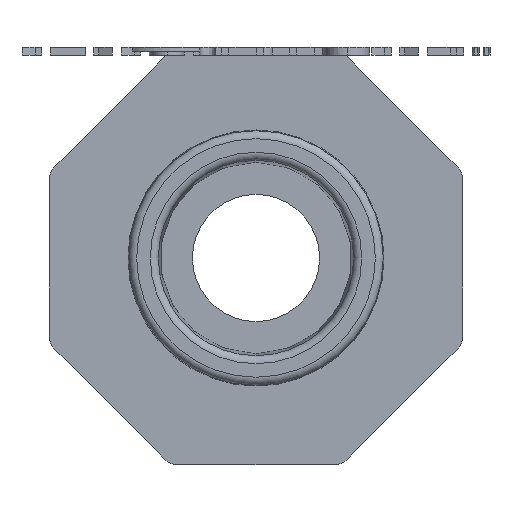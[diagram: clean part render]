
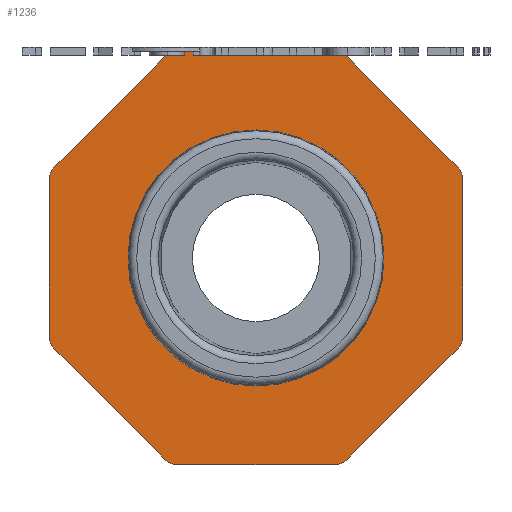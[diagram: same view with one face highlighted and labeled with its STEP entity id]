
A CAD part, front view. The second image highlights one B-rep face of the part: STEP entity #1236.
In plain terms, the highlighted planar face has unit normal (0, -1, 0).
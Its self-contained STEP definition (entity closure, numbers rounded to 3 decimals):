
#208=LINE('',#4796,#381);
#212=LINE('',#4808,#385);
#216=LINE('',#4820,#389);
#220=LINE('',#4832,#393);
#224=LINE('',#4844,#397);
#228=LINE('',#4856,#401);
#232=LINE('',#4868,#405);
#236=LINE('',#4880,#409);
#381=VECTOR('',#3866,1.);
#385=VECTOR('',#3878,1.);
#389=VECTOR('',#3890,1.);
#393=VECTOR('',#3902,1.);
#397=VECTOR('',#3914,1.);
#401=VECTOR('',#3926,1.);
#405=VECTOR('',#3938,1.);
#409=VECTOR('',#3950,1.);
#1063=PLANE('',#3646);
#1236=ADVANCED_FACE('',(#1456,#1457),#1063,.F.);
#1456=FACE_BOUND('',#1525,.T.);
#1457=FACE_BOUND('',#1526,.T.);
#1525=EDGE_LOOP('',(#1816,#1817,#1818,#1819,#1820,#1821,#1822,#1823,#1824,
#1825,#1826,#1827,#1828,#1829,#1830,#1831));
#1526=EDGE_LOOP('',(#1832));
#1816=ORIENTED_EDGE('',*,*,#3035,.T.);
#1817=ORIENTED_EDGE('',*,*,#3038,.T.);
#1818=ORIENTED_EDGE('',*,*,#3041,.T.);
#1819=ORIENTED_EDGE('',*,*,#3044,.T.);
#1820=ORIENTED_EDGE('',*,*,#3047,.T.);
#1821=ORIENTED_EDGE('',*,*,#3050,.T.);
#1822=ORIENTED_EDGE('',*,*,#3053,.T.);
#1823=ORIENTED_EDGE('',*,*,#3056,.T.);
#1824=ORIENTED_EDGE('',*,*,#3059,.T.);
#1825=ORIENTED_EDGE('',*,*,#3062,.T.);
#1826=ORIENTED_EDGE('',*,*,#3065,.T.);
#1827=ORIENTED_EDGE('',*,*,#3068,.T.);
#1828=ORIENTED_EDGE('',*,*,#3071,.T.);
#1829=ORIENTED_EDGE('',*,*,#3074,.T.);
#1830=ORIENTED_EDGE('',*,*,#3077,.T.);
#1831=ORIENTED_EDGE('',*,*,#3079,.T.);
#1832=ORIENTED_EDGE('',*,*,#3080,.F.);
#2704=VERTEX_POINT('',#4790);
#2707=VERTEX_POINT('',#4795);
#2709=VERTEX_POINT('',#4801);
#2711=VERTEX_POINT('',#4807);
#2713=VERTEX_POINT('',#4813);
#2715=VERTEX_POINT('',#4819);
#2717=VERTEX_POINT('',#4825);
#2719=VERTEX_POINT('',#4831);
#2721=VERTEX_POINT('',#4837);
#2723=VERTEX_POINT('',#4843);
#2725=VERTEX_POINT('',#4849);
#2727=VERTEX_POINT('',#4855);
#2729=VERTEX_POINT('',#4861);
#2731=VERTEX_POINT('',#4867);
#2733=VERTEX_POINT('',#4873);
#2735=VERTEX_POINT('',#4879);
#2736=VERTEX_POINT('',#4886);
#3035=EDGE_CURVE('',#2704,#2707,#208,.T.);
#3038=EDGE_CURVE('',#2707,#2709,#3509,.T.);
#3041=EDGE_CURVE('',#2709,#2711,#212,.T.);
#3044=EDGE_CURVE('',#2711,#2713,#3511,.T.);
#3047=EDGE_CURVE('',#2713,#2715,#216,.T.);
#3050=EDGE_CURVE('',#2715,#2717,#3513,.T.);
#3053=EDGE_CURVE('',#2717,#2719,#220,.T.);
#3056=EDGE_CURVE('',#2719,#2721,#3515,.T.);
#3059=EDGE_CURVE('',#2721,#2723,#224,.T.);
#3062=EDGE_CURVE('',#2723,#2725,#3517,.T.);
#3065=EDGE_CURVE('',#2725,#2727,#228,.T.);
#3068=EDGE_CURVE('',#2727,#2729,#3519,.T.);
#3071=EDGE_CURVE('',#2729,#2731,#232,.T.);
#3074=EDGE_CURVE('',#2731,#2733,#3521,.T.);
#3077=EDGE_CURVE('',#2733,#2735,#236,.T.);
#3079=EDGE_CURVE('',#2735,#2704,#3523,.T.);
#3080=EDGE_CURVE('',#2736,#2736,#3524,.T.);
#3509=CIRCLE('',#3615,1.);
#3511=CIRCLE('',#3619,1.);
#3513=CIRCLE('',#3623,1.);
#3515=CIRCLE('',#3627,1.);
#3517=CIRCLE('',#3631,1.);
#3519=CIRCLE('',#3635,1.);
#3521=CIRCLE('',#3639,1.);
#3523=CIRCLE('',#3643,1.);
#3524=CIRCLE('',#3645,8.05);
#3615=AXIS2_PLACEMENT_3D('',#4802,#3872,#3873);
#3619=AXIS2_PLACEMENT_3D('',#4814,#3884,#3885);
#3623=AXIS2_PLACEMENT_3D('',#4826,#3896,#3897);
#3627=AXIS2_PLACEMENT_3D('',#4838,#3908,#3909);
#3631=AXIS2_PLACEMENT_3D('',#4850,#3920,#3921);
#3635=AXIS2_PLACEMENT_3D('',#4862,#3932,#3933);
#3639=AXIS2_PLACEMENT_3D('',#4874,#3944,#3945);
#3643=AXIS2_PLACEMENT_3D('',#4883,#3955,#3956);
#3645=AXIS2_PLACEMENT_3D('',#4885,#3959,#3960);
#3646=AXIS2_PLACEMENT_3D('',#4887,#3961,#3962);
#3866=DIRECTION('',(0.,0.,-1.));
#3872=DIRECTION('',(0.,-1.,0.));
#3873=DIRECTION('',(0.,0.,1.));
#3878=DIRECTION('',(0.707,0.,-0.707));
#3884=DIRECTION('',(0.,-1.,0.));
#3885=DIRECTION('',(0.,0.,1.));
#3890=DIRECTION('',(1.,0.,0.));
#3896=DIRECTION('',(0.,-1.,0.));
#3897=DIRECTION('',(0.,0.,1.));
#3902=DIRECTION('',(0.707,0.,0.707));
#3908=DIRECTION('',(0.,-1.,0.));
#3909=DIRECTION('',(0.,0.,1.));
#3914=DIRECTION('',(0.,0.,1.));
#3920=DIRECTION('',(0.,-1.,0.));
#3921=DIRECTION('',(0.,0.,1.));
#3926=DIRECTION('',(-0.707,0.,0.707));
#3932=DIRECTION('',(0.,-1.,0.));
#3933=DIRECTION('',(0.,0.,1.));
#3938=DIRECTION('',(-1.,0.,0.));
#3944=DIRECTION('',(0.,-1.,0.));
#3945=DIRECTION('',(0.,0.,1.));
#3950=DIRECTION('',(-0.707,0.,-0.707));
#3955=DIRECTION('',(0.,-1.,0.));
#3956=DIRECTION('',(0.,0.,1.));
#3959=DIRECTION('',(0.,-1.,0.));
#3960=DIRECTION('',(0.,0.,-1.));
#3961=DIRECTION('',(0.,1.,0.));
#3962=DIRECTION('',(0.,0.,1.));
#4790=CARTESIAN_POINT('',(106667.398,19265.648,4.971));
#4795=CARTESIAN_POINT('',(106667.398,19265.648,-4.971));
#4796=CARTESIAN_POINT('',(106667.398,19265.648,4.971));
#4801=CARTESIAN_POINT('',(106667.691,19265.648,-5.678));
#4802=CARTESIAN_POINT('',(106668.398,19265.648,-4.971));
#4807=CARTESIAN_POINT('',(106674.72,19265.648,-12.707));
#4808=CARTESIAN_POINT('',(106667.691,19265.648,-5.678));
#4813=CARTESIAN_POINT('',(106675.427,19265.648,-13.));
#4814=CARTESIAN_POINT('',(106675.427,19265.648,-12.));
#4819=CARTESIAN_POINT('',(106685.368,19265.648,-13.));
#4820=CARTESIAN_POINT('',(106675.427,19265.648,-13.));
#4825=CARTESIAN_POINT('',(106686.075,19265.648,-12.707));
#4826=CARTESIAN_POINT('',(106685.368,19265.648,-12.));
#4831=CARTESIAN_POINT('',(106693.105,19265.648,-5.678));
#4832=CARTESIAN_POINT('',(106686.075,19265.648,-12.707));
#4837=CARTESIAN_POINT('',(106693.398,19265.648,-4.971));
#4838=CARTESIAN_POINT('',(106692.398,19265.648,-4.971));
#4843=CARTESIAN_POINT('',(106693.398,19265.648,4.971));
#4844=CARTESIAN_POINT('',(106693.398,19265.648,-4.971));
#4849=CARTESIAN_POINT('',(106693.105,19265.648,5.678));
#4850=CARTESIAN_POINT('',(106692.398,19265.648,4.971));
#4855=CARTESIAN_POINT('',(106686.075,19265.648,12.707));
#4856=CARTESIAN_POINT('',(106693.105,19265.648,5.678));
#4861=CARTESIAN_POINT('',(106685.368,19265.648,13.));
#4862=CARTESIAN_POINT('',(106685.368,19265.648,12.));
#4867=CARTESIAN_POINT('',(106675.427,19265.648,13.));
#4868=CARTESIAN_POINT('',(106685.368,19265.648,13.));
#4873=CARTESIAN_POINT('',(106674.72,19265.648,12.707));
#4874=CARTESIAN_POINT('',(106675.427,19265.648,12.));
#4879=CARTESIAN_POINT('',(106667.691,19265.648,5.678));
#4880=CARTESIAN_POINT('',(106674.72,19265.648,12.707));
#4883=CARTESIAN_POINT('',(106668.398,19265.648,4.971));
#4885=CARTESIAN_POINT('',(106680.398,19265.648,0.));
#4886=CARTESIAN_POINT('',(106680.398,19265.648,-8.05));
#4887=CARTESIAN_POINT('',(106667.898,19265.648,0.));
